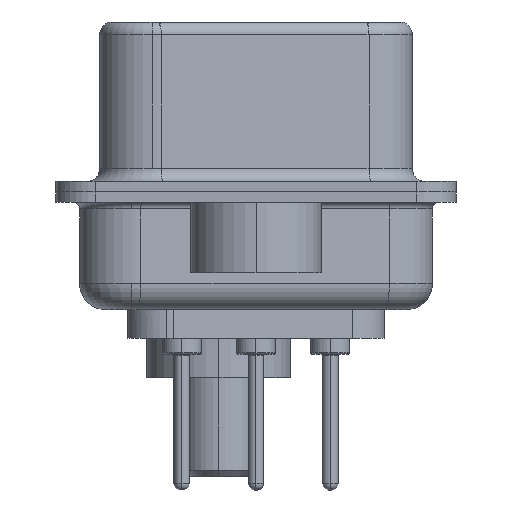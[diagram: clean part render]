
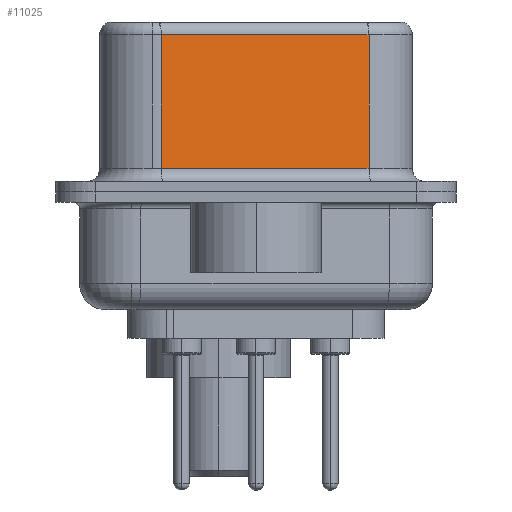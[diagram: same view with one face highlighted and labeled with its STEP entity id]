
A CAD part, left-side view. The second image highlights one B-rep face of the part: STEP entity #11025.
In plain terms, the highlighted planar face has unit normal (-0.985, -0.174, 0).
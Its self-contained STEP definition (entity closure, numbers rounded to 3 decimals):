
#1049 = EDGE_CURVE ( 'NONE', #24619, #1181, #14251, .T. ) ;
#1181 = VERTEX_POINT ( 'NONE', #4496 ) ;
#1765 = VECTOR ( 'NONE', #11411, 1000. ) ;
#2397 = EDGE_LOOP ( 'NONE', ( #2704, #21846, #23862, #26006 ) ) ;
#2611 = CARTESIAN_POINT ( 'NONE',  ( 3.73, 3.628, 6.52 ) ) ;
#2704 = ORIENTED_EDGE ( 'NONE', *, *, #1049, .F. ) ;
#2936 = CARTESIAN_POINT ( 'NONE',  ( 5.132, -4.322, 0.9 ) ) ;
#3136 = DIRECTION ( 'NONE',  ( 0.174, -0.985, 0. ) ) ;
#3855 = VECTOR ( 'NONE', #21003, 1000. ) ;
#4054 = PLANE ( 'NONE',  #5867 ) ;
#4237 = LINE ( 'NONE', #21189, #3855 ) ;
#4496 = CARTESIAN_POINT ( 'NONE',  ( 5.132, -4.322, 0.9 ) ) ;
#4650 = VERTEX_POINT ( 'NONE', #10246 ) ;
#5690 = EDGE_CURVE ( 'NONE', #4650, #23948, #20979, .T. ) ;
#5867 = AXIS2_PLACEMENT_3D ( 'NONE', #26408, #20000, #26707 ) ;
#6191 = CARTESIAN_POINT ( 'NONE',  ( 5.132, -4.322, 6.02 ) ) ;
#8204 = VECTOR ( 'NONE', #15556, 1000. ) ;
#8603 = CARTESIAN_POINT ( 'NONE',  ( 5.132, -4.322, 6.52 ) ) ;
#10246 = CARTESIAN_POINT ( 'NONE',  ( 3.73, 3.628, 6.02 ) ) ;
#11025 = ADVANCED_FACE ( 'NONE', ( #23874 ), #4054, .F. ) ;
#11411 = DIRECTION ( 'NONE',  ( 0., 0., -1. ) ) ;
#14251 = LINE ( 'NONE', #8603, #8204 ) ;
#15556 = DIRECTION ( 'NONE',  ( 0., 0., -1. ) ) ;
#18907 = CARTESIAN_POINT ( 'NONE',  ( 3.73, 3.628, 0.9 ) ) ;
#20000 = DIRECTION ( 'NONE',  ( 0.985, 0.174, 0. ) ) ;
#20979 = LINE ( 'NONE', #2611, #1765 ) ;
#21003 = DIRECTION ( 'NONE',  ( -0.174, 0.985, 0. ) ) ;
#21189 = CARTESIAN_POINT ( 'NONE',  ( 5.132, -4.322, 6.02 ) ) ;
#21846 = ORIENTED_EDGE ( 'NONE', *, *, #25033, .T. ) ;
#22631 = VECTOR ( 'NONE', #3136, 1000. ) ;
#23862 = ORIENTED_EDGE ( 'NONE', *, *, #5690, .T. ) ;
#23874 = FACE_OUTER_BOUND ( 'NONE', #2397, .T. ) ;
#23948 = VERTEX_POINT ( 'NONE', #18907 ) ;
#24619 = VERTEX_POINT ( 'NONE', #6191 ) ;
#25033 = EDGE_CURVE ( 'NONE', #24619, #4650, #4237, .T. ) ;
#26006 = ORIENTED_EDGE ( 'NONE', *, *, #26402, .T. ) ;
#26402 = EDGE_CURVE ( 'NONE', #23948, #1181, #28637, .T. ) ;
#26408 = CARTESIAN_POINT ( 'NONE',  ( 5.132, -4.322, 6.52 ) ) ;
#26707 = DIRECTION ( 'NONE',  ( -0.174, 0.985, 0. ) ) ;
#28637 = LINE ( 'NONE', #2936, #22631 ) ;
